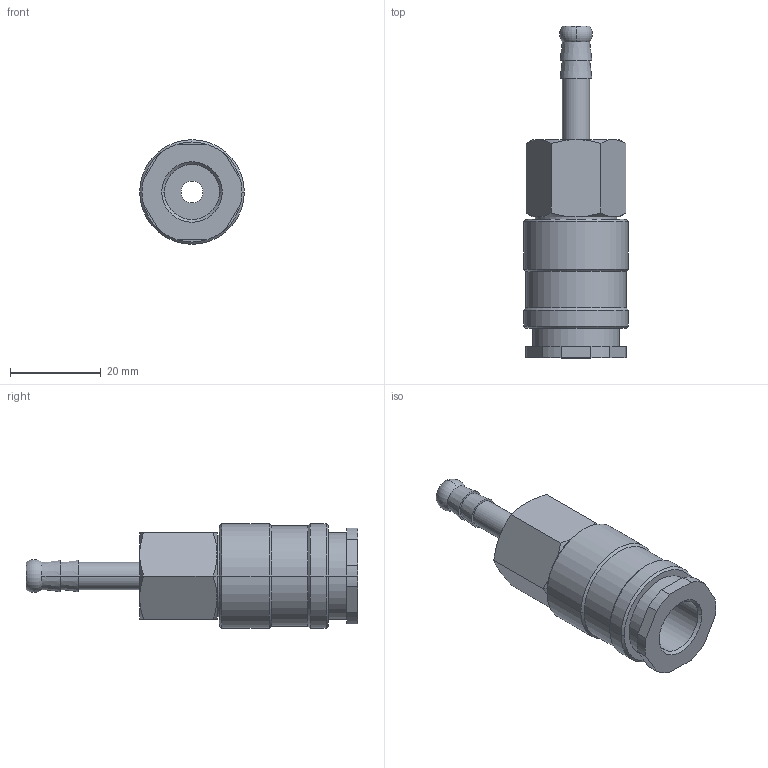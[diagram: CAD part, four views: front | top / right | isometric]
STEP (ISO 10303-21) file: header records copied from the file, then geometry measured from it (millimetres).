
FILE_DESCRIPTION(('STEP AP214'),'1');
FILE_NAME('esi1a_6_t.stp','2020-03-05T09:15:56',('TraceParts'),('TraceParts S.A.'),'Spatial InterOp 3D',' ',' ');
FILE_SCHEMA(('automotive_design'));
Length unit declared in the file: millimetre
Products named in the file (1): 1
Bounding box: 23 x 73 x 23 mm (x, y, z)
Volume: 14542.7 mm3; surface area: 6396.5 mm2
Topology: 1 solids, 1 shells, 78 faces, 175 edges, 107 vertices
Faces by surface type: cone 30, cylinder 24, plane 22, torus 2
Entity records: 2840 total; most frequent: CARTESIAN_POINT 457, DIRECTION 394, ORIENTED_EDGE 350, EDGE_CURVE 175, AXIS2_PLACEMENT_3D 164, VERTEX_POINT 107, EDGE_LOOP 88, CIRCLE 85
